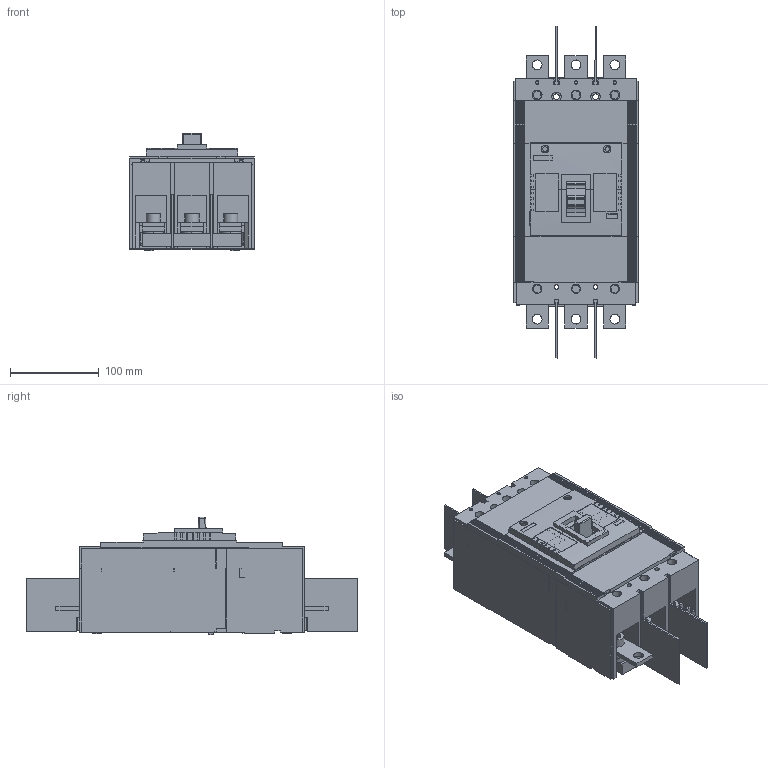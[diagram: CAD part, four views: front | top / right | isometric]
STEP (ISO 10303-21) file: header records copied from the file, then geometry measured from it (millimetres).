
FILE_DESCRIPTION (( 'STEP AP214' ), '1' );
FILE_NAME ('444.STEP', '2018-05-03T13:13:17', ( 'AutoBVT' ), ( 'Microsoft' ), 'SwSTEP 2.0', 'SolidWorks 2014', '' );
FILE_SCHEMA (( 'AUTOMOTIVE_DESIGN' ));
Length unit declared in the file: millimetre
Products named in the file (1): 444
Bounding box: 140 x 373.83 x 132.48 mm (x, y, z)
Volume: 3291063.3 mm3; surface area: 414635.4 mm2
Topology: 19 solids, 43 shells, 2041 faces, 5590 edges, 3664 vertices
Faces by surface type: plane 1698, cylinder 323, torus 9, sphere 4, bspline 4, cone 3
Entity records: 87520 total; most frequent: CARTESIAN_POINT 12406, ORIENTED_EDGE 11164, DIRECTION 10386, EDGE_CURVE 5582, LINE 4692, VECTOR 4692, VERTEX_POINT 3664, AXIS2_PLACEMENT_3D 2847
